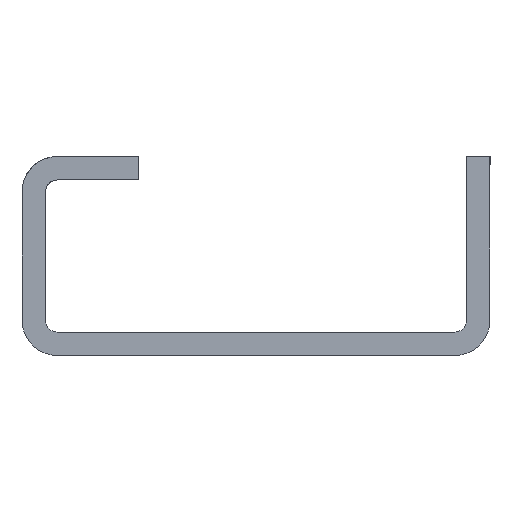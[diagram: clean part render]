
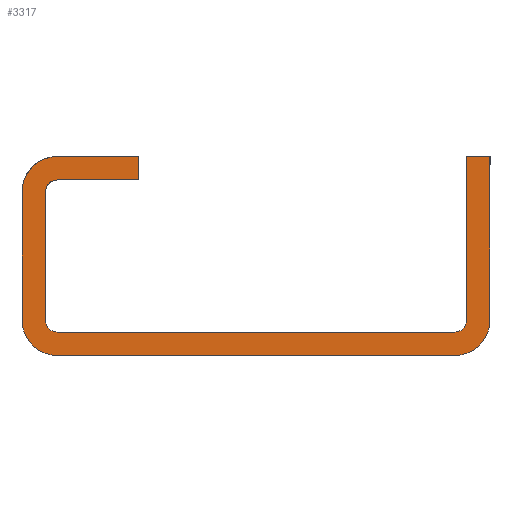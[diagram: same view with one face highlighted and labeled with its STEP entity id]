
A CAD part, left-side view. The second image highlights one B-rep face of the part: STEP entity #3317.
In plain terms, the highlighted planar face has unit normal (-1, 0, 0).
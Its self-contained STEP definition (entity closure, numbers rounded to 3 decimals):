
#25 = VERTEX_POINT ( 'NONE', #1112 ) ;
#32 = DIRECTION ( 'NONE',  ( 0., 0., -1. ) ) ;
#101 = LINE ( 'NONE', #6130, #396 ) ;
#111 = CARTESIAN_POINT ( 'NONE',  ( -300., 20., 15. ) ) ;
#115 = ORIENTED_EDGE ( 'NONE', *, *, #2236, .T. ) ;
#132 = DIRECTION ( 'NONE',  ( 0., 0., -1. ) ) ;
#142 = DIRECTION ( 'NONE',  ( 1., 0., 0. ) ) ;
#159 = DIRECTION ( 'NONE',  ( 0., 0., -1. ) ) ;
#167 = CARTESIAN_POINT ( 'NONE',  ( -300., -20., 15. ) ) ;
#180 = PLANE ( 'NONE',  #3166 ) ;
#197 = CIRCLE ( 'NONE', #264, 1. ) ;
#264 = AXIS2_PLACEMENT_3D ( 'NONE', #6735, #1716, #4679 ) ;
#323 = CIRCLE ( 'NONE', #366, 3. ) ;
#366 = AXIS2_PLACEMENT_3D ( 'NONE', #4001, #1409, #3567 ) ;
#396 = VECTOR ( 'NONE', #6076, 1000. ) ;
#445 = CIRCLE ( 'NONE', #483, 1. ) ;
#483 = AXIS2_PLACEMENT_3D ( 'NONE', #777, #1385, #6156 ) ;
#610 = AXIS2_PLACEMENT_3D ( 'NONE', #6248, #3102, #6737 ) ;
#689 = CIRCLE ( 'NONE', #610, 3. ) ;
#723 = DIRECTION ( 'NONE',  ( 0., 0., -1. ) ) ;
#756 = DIRECTION ( 'NONE',  ( -1., 0., 0. ) ) ;
#760 = EDGE_CURVE ( 'NONE', #2856, #5629, #101, .T. ) ;
#770 = CARTESIAN_POINT ( 'NONE',  ( -300., 17., 12. ) ) ;
#777 = CARTESIAN_POINT ( 'NONE',  ( -300., 17., 1. ) ) ;
#804 = VECTOR ( 'NONE', #32, 1000. ) ;
#816 = LINE ( 'NONE', #2077, #804 ) ;
#906 = CARTESIAN_POINT ( 'NONE',  ( -300., 17., 0. ) ) ;
#925 = ORIENTED_EDGE ( 'NONE', *, *, #6722, .T. ) ;
#1056 = ORIENTED_EDGE ( 'NONE', *, *, #3207, .F. ) ;
#1112 = CARTESIAN_POINT ( 'NONE',  ( -300., 18., 1. ) ) ;
#1146 = VECTOR ( 'NONE', #1900, 1000. ) ;
#1190 = AXIS2_PLACEMENT_3D ( 'NONE', #770, #756, #723 ) ;
#1222 = DIRECTION ( 'NONE',  ( 0., 1., 0. ) ) ;
#1268 = LINE ( 'NONE', #2555, #1146 ) ;
#1363 = CARTESIAN_POINT ( 'NONE',  ( -300., 0., 0. ) ) ;
#1385 = DIRECTION ( 'NONE',  ( -1., 0., 0. ) ) ;
#1409 = DIRECTION ( 'NONE',  ( -1., 0., 0. ) ) ;
#1411 = AXIS2_PLACEMENT_3D ( 'NONE', #6695, #6641, #6623 ) ;
#1420 = CARTESIAN_POINT ( 'NONE',  ( -300., 17., 15. ) ) ;
#1466 = VERTEX_POINT ( 'NONE', #5747 ) ;
#1558 = DIRECTION ( 'NONE',  ( 0., 0., -1. ) ) ;
#1577 = LINE ( 'NONE', #3244, #1592 ) ;
#1592 = VECTOR ( 'NONE', #2729, 1000. ) ;
#1616 = VERTEX_POINT ( 'NONE', #6520 ) ;
#1651 = CARTESIAN_POINT ( 'NONE',  ( -300., 10., 15. ) ) ;
#1716 = DIRECTION ( 'NONE',  ( -1., 0., 0. ) ) ;
#1735 = VERTEX_POINT ( 'NONE', #3352 ) ;
#1753 = VERTEX_POINT ( 'NONE', #2908 ) ;
#1756 = VECTOR ( 'NONE', #1222, 1000. ) ;
#1777 = CIRCLE ( 'NONE', #1190, 1. ) ;
#1784 = LINE ( 'NONE', #1363, #1756 ) ;
#1882 = CARTESIAN_POINT ( 'NONE',  ( -300., -18., 0. ) ) ;
#1900 = DIRECTION ( 'NONE',  ( 0., -1., 0. ) ) ;
#1906 = EDGE_CURVE ( 'NONE', #2166, #4624, #3653, .T. ) ;
#1908 = ORIENTED_EDGE ( 'NONE', *, *, #5873, .T. ) ;
#2004 = VERTEX_POINT ( 'NONE', #906 ) ;
#2055 = CIRCLE ( 'NONE', #1411, 3. ) ;
#2077 = CARTESIAN_POINT ( 'NONE',  ( -300., 10., 15. ) ) ;
#2166 = VERTEX_POINT ( 'NONE', #6082 ) ;
#2236 = EDGE_CURVE ( 'NONE', #4616, #5392, #2970, .T. ) ;
#2334 = DIRECTION ( 'NONE',  ( 0., -1., 0. ) ) ;
#2358 = CARTESIAN_POINT ( 'NONE',  ( -300., -20., 15. ) ) ;
#2425 = ORIENTED_EDGE ( 'NONE', *, *, #1906, .T. ) ;
#2555 = CARTESIAN_POINT ( 'NONE',  ( -300., 0., 13. ) ) ;
#2591 = ORIENTED_EDGE ( 'NONE', *, *, #5882, .F. ) ;
#2729 = DIRECTION ( 'NONE',  ( 0., -1., 0. ) ) ;
#2856 = VERTEX_POINT ( 'NONE', #5068 ) ;
#2908 = CARTESIAN_POINT ( 'NONE',  ( -300., 17., 13. ) ) ;
#2970 = LINE ( 'NONE', #5496, #4139 ) ;
#3102 = DIRECTION ( 'NONE',  ( -1., 0., 0. ) ) ;
#3166 = AXIS2_PLACEMENT_3D ( 'NONE', #167, #142, #132 ) ;
#3207 = EDGE_CURVE ( 'NONE', #2166, #2856, #5917, .T. ) ;
#3244 = CARTESIAN_POINT ( 'NONE',  ( -300., -20., 15. ) ) ;
#3292 = ORIENTED_EDGE ( 'NONE', *, *, #6039, .F. ) ;
#3317 = ADVANCED_FACE ( 'NONE', ( #5759 ), #180, .F. ) ;
#3323 = EDGE_CURVE ( 'NONE', #5649, #1466, #5754, .T. ) ;
#3344 = ORIENTED_EDGE ( 'NONE', *, *, #6578, .T. ) ;
#3352 = CARTESIAN_POINT ( 'NONE',  ( -300., 10., 13. ) ) ;
#3567 = DIRECTION ( 'NONE',  ( 0., 0., -1. ) ) ;
#3581 = VERTEX_POINT ( 'NONE', #1420 ) ;
#3653 = LINE ( 'NONE', #1882, #4385 ) ;
#3793 = CARTESIAN_POINT ( 'NONE',  ( -300., -18., 1. ) ) ;
#3919 = CARTESIAN_POINT ( 'NONE',  ( -300., 20., 12. ) ) ;
#3920 = ORIENTED_EDGE ( 'NONE', *, *, #6669, .F. ) ;
#4001 = CARTESIAN_POINT ( 'NONE',  ( -300., -17., 1. ) ) ;
#4049 = CARTESIAN_POINT ( 'NONE',  ( -300., 17., -2. ) ) ;
#4093 = ORIENTED_EDGE ( 'NONE', *, *, #760, .F. ) ;
#4109 = LINE ( 'NONE', #6054, #4125 ) ;
#4125 = VECTOR ( 'NONE', #6072, 1000. ) ;
#4139 = VECTOR ( 'NONE', #5472, 1000. ) ;
#4385 = VECTOR ( 'NONE', #1558, 1000. ) ;
#4449 = EDGE_CURVE ( 'NONE', #25, #1616, #4109, .T. ) ;
#4520 = VERTEX_POINT ( 'NONE', #4907 ) ;
#4616 = VERTEX_POINT ( 'NONE', #4049 ) ;
#4624 = VERTEX_POINT ( 'NONE', #3793 ) ;
#4679 = DIRECTION ( 'NONE',  ( 0., 0., -1. ) ) ;
#4806 = ORIENTED_EDGE ( 'NONE', *, *, #6789, .F. ) ;
#4907 = CARTESIAN_POINT ( 'NONE',  ( -300., -17., 0. ) ) ;
#5068 = CARTESIAN_POINT ( 'NONE',  ( -300., -20., 15. ) ) ;
#5279 = CARTESIAN_POINT ( 'NONE',  ( -300., -17., -2. ) ) ;
#5392 = VERTEX_POINT ( 'NONE', #5279 ) ;
#5408 = ORIENTED_EDGE ( 'NONE', *, *, #6300, .T. ) ;
#5472 = DIRECTION ( 'NONE',  ( 0., -1., 0. ) ) ;
#5496 = CARTESIAN_POINT ( 'NONE',  ( -300., -20., -2. ) ) ;
#5497 = EDGE_LOOP ( 'NONE', ( #5590, #6853, #3344, #115, #925, #4093, #1056, #2425, #4806, #1908, #3920, #6278, #2591, #5408, #5928, #3292 ) ) ;
#5590 = ORIENTED_EDGE ( 'NONE', *, *, #5668, .T. ) ;
#5629 = VERTEX_POINT ( 'NONE', #6485 ) ;
#5649 = VERTEX_POINT ( 'NONE', #3919 ) ;
#5668 = EDGE_CURVE ( 'NONE', #3581, #5649, #2055, .T. ) ;
#5747 = CARTESIAN_POINT ( 'NONE',  ( -300., 20., 1. ) ) ;
#5754 = LINE ( 'NONE', #111, #5770 ) ;
#5759 = FACE_OUTER_BOUND ( 'NONE', #5497, .T. ) ;
#5770 = VECTOR ( 'NONE', #159, 1000. ) ;
#5861 = VECTOR ( 'NONE', #2334, 1000. ) ;
#5873 = EDGE_CURVE ( 'NONE', #4520, #2004, #1784, .T. ) ;
#5882 = EDGE_CURVE ( 'NONE', #1753, #1616, #1777, .T. ) ;
#5917 = LINE ( 'NONE', #2358, #5861 ) ;
#5928 = ORIENTED_EDGE ( 'NONE', *, *, #6510, .F. ) ;
#5939 = VERTEX_POINT ( 'NONE', #1651 ) ;
#6039 = EDGE_CURVE ( 'NONE', #3581, #5939, #1577, .T. ) ;
#6054 = CARTESIAN_POINT ( 'NONE',  ( -300., 18., 0. ) ) ;
#6072 = DIRECTION ( 'NONE',  ( 0., 0., 1. ) ) ;
#6076 = DIRECTION ( 'NONE',  ( 0., 0., -1. ) ) ;
#6082 = CARTESIAN_POINT ( 'NONE',  ( -300., -18., 15. ) ) ;
#6130 = CARTESIAN_POINT ( 'NONE',  ( -300., -20., 15. ) ) ;
#6156 = DIRECTION ( 'NONE',  ( 0., 0., -1. ) ) ;
#6248 = CARTESIAN_POINT ( 'NONE',  ( -300., 17., 1. ) ) ;
#6278 = ORIENTED_EDGE ( 'NONE', *, *, #4449, .T. ) ;
#6300 = EDGE_CURVE ( 'NONE', #1753, #1735, #1268, .T. ) ;
#6485 = CARTESIAN_POINT ( 'NONE',  ( -300., -20., 1. ) ) ;
#6510 = EDGE_CURVE ( 'NONE', #5939, #1735, #816, .T. ) ;
#6520 = CARTESIAN_POINT ( 'NONE',  ( -300., 18., 12. ) ) ;
#6578 = EDGE_CURVE ( 'NONE', #1466, #4616, #689, .T. ) ;
#6623 = DIRECTION ( 'NONE',  ( 0., 0., -1. ) ) ;
#6641 = DIRECTION ( 'NONE',  ( -1., 0., 0. ) ) ;
#6669 = EDGE_CURVE ( 'NONE', #25, #2004, #445, .T. ) ;
#6695 = CARTESIAN_POINT ( 'NONE',  ( -300., 17., 12. ) ) ;
#6722 = EDGE_CURVE ( 'NONE', #5392, #5629, #323, .T. ) ;
#6735 = CARTESIAN_POINT ( 'NONE',  ( -300., -17., 1. ) ) ;
#6737 = DIRECTION ( 'NONE',  ( 0., 0., -1. ) ) ;
#6789 = EDGE_CURVE ( 'NONE', #4520, #4624, #197, .T. ) ;
#6853 = ORIENTED_EDGE ( 'NONE', *, *, #3323, .T. ) ;
